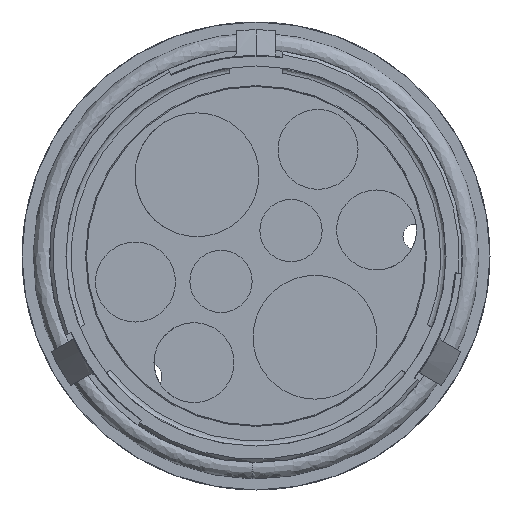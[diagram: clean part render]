
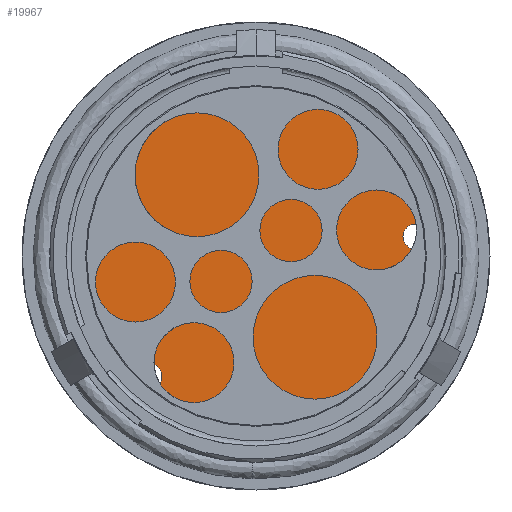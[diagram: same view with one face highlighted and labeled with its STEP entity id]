
A CAD part, front view. The second image highlights one B-rep face of the part: STEP entity #19967.
In plain terms, the highlighted planar face has unit normal (0, -1, 0).
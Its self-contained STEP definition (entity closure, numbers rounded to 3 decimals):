
#25 = CIRCLE ( 'NONE', #5849, 29.5 ) ;
#60 = VERTEX_POINT ( 'NONE', #9676 ) ;
#400 = ORIENTED_EDGE ( 'NONE', *, *, #10777, .T. ) ;
#562 = DIRECTION ( 'NONE',  ( 0., 1., 0. ) ) ;
#802 = FACE_BOUND ( 'NONE', #14782, .T. ) ;
#1693 = CARTESIAN_POINT ( 'NONE',  ( 24.321, -3.3, 2.953 ) ) ;
#1777 = CIRCLE ( 'NONE', #10493, 1.9 ) ;
#1936 = CARTESIAN_POINT ( 'NONE',  ( -20.369, -3.3, 14.06 ) ) ;
#2332 = AXIS2_PLACEMENT_3D ( 'NONE', #1693, #22468, #11827 ) ;
#2370 = DIRECTION ( 'NONE',  ( -0.931, 0., 0.366 ) ) ;
#2786 = EDGE_LOOP ( 'NONE', ( #4143, #400 ) ) ;
#2940 = CIRCLE ( 'NONE', #12021, 29.5 ) ;
#2957 = DIRECTION ( 'NONE',  ( -0.931, 0., 0.366 ) ) ;
#4092 = CARTESIAN_POINT ( 'NONE',  ( -16.247, -3.3, -18.339 ) ) ;
#4133 = CARTESIAN_POINT ( 'NONE',  ( -14.478, -3.3, -19.033 ) ) ;
#4143 = ORIENTED_EDGE ( 'NONE', *, *, #16809, .T. ) ;
#4258 = CIRCLE ( 'NONE', #20281, 1.9 ) ;
#4340 = CIRCLE ( 'NONE', #17810, 1.9 ) ;
#4475 = VERTEX_POINT ( 'NONE', #17122 ) ;
#4668 = DIRECTION ( 'NONE',  ( 0., 1., 0. ) ) ;
#4823 = EDGE_CURVE ( 'NONE', #60, #16430, #5985, .T. ) ;
#5292 = DIRECTION ( 'NONE',  ( 0., 1., 0. ) ) ;
#5423 = EDGE_CURVE ( 'NONE', #8183, #9275, #11772, .T. ) ;
#5440 = ORIENTED_EDGE ( 'NONE', *, *, #10166, .T. ) ;
#5849 = AXIS2_PLACEMENT_3D ( 'NONE', #8697, #15657, #21020 ) ;
#5985 = CIRCLE ( 'NONE', #7807, 1.9 ) ;
#6144 = EDGE_LOOP ( 'NONE', ( #15346, #9201 ) ) ;
#6472 = CARTESIAN_POINT ( 'NONE',  ( 5.395, -3.3, 13.728 ) ) ;
#7535 = EDGE_CURVE ( 'NONE', #17507, #13459, #25, .T. ) ;
#7594 = VERTEX_POINT ( 'NONE', #4133 ) ;
#7625 = EDGE_CURVE ( 'NONE', #13459, #17507, #2940, .T. ) ;
#7779 = DIRECTION ( 'NONE',  ( 0.931, 0., -0.366 ) ) ;
#7807 = AXIS2_PLACEMENT_3D ( 'NONE', #16650, #4668, #11604 ) ;
#8183 = VERTEX_POINT ( 'NONE', #18761 ) ;
#8200 = ORIENTED_EDGE ( 'NONE', *, *, #7625, .T. ) ;
#8697 = CARTESIAN_POINT ( 'NONE',  ( 0., -3.3, 0. ) ) ;
#9201 = ORIENTED_EDGE ( 'NONE', *, *, #16248, .T. ) ;
#9275 = VERTEX_POINT ( 'NONE', #19322 ) ;
#9382 = CARTESIAN_POINT ( 'NONE',  ( -18.6, -3.3, 13.365 ) ) ;
#9476 = CARTESIAN_POINT ( 'NONE',  ( 27.456, -3.3, -10.789 ) ) ;
#9676 = CARTESIAN_POINT ( 'NONE',  ( -22.137, -3.3, 14.754 ) ) ;
#10166 = EDGE_CURVE ( 'NONE', #16430, #60, #4258, .T. ) ;
#10493 = AXIS2_PLACEMENT_3D ( 'NONE', #22413, #5292, #21149 ) ;
#10777 = EDGE_CURVE ( 'NONE', #7594, #4475, #15261, .T. ) ;
#10853 = ORIENTED_EDGE ( 'NONE', *, *, #4823, .T. ) ;
#11588 = FACE_BOUND ( 'NONE', #2786, .T. ) ;
#11604 = DIRECTION ( 'NONE',  ( -0.931, 0., 0.366 ) ) ;
#11714 = CARTESIAN_POINT ( 'NONE',  ( -16.247, -3.3, -18.339 ) ) ;
#11772 = CIRCLE ( 'NONE', #2332, 1.9 ) ;
#11827 = DIRECTION ( 'NONE',  ( -0.931, 0., 0.366 ) ) ;
#12021 = AXIS2_PLACEMENT_3D ( 'NONE', #16448, #14276, #7779 ) ;
#12077 = EDGE_LOOP ( 'NONE', ( #14325, #8200 ) ) ;
#13459 = VERTEX_POINT ( 'NONE', #22364 ) ;
#14276 = DIRECTION ( 'NONE',  ( 0., -1., 0. ) ) ;
#14325 = ORIENTED_EDGE ( 'NONE', *, *, #7535, .T. ) ;
#14782 = EDGE_LOOP ( 'NONE', ( #10853, #5440 ) ) ;
#14926 = PLANE ( 'NONE',  #17181 ) ;
#15261 = CIRCLE ( 'NONE', #16005, 1.9 ) ;
#15346 = ORIENTED_EDGE ( 'NONE', *, *, #5423, .T. ) ;
#15657 = DIRECTION ( 'NONE',  ( 0., -1., 0. ) ) ;
#16005 = AXIS2_PLACEMENT_3D ( 'NONE', #11714, #22237, #2957 ) ;
#16248 = EDGE_CURVE ( 'NONE', #9275, #8183, #1777, .T. ) ;
#16411 = FACE_BOUND ( 'NONE', #6144, .T. ) ;
#16430 = VERTEX_POINT ( 'NONE', #9382 ) ;
#16448 = CARTESIAN_POINT ( 'NONE',  ( 0., -3.3, 0. ) ) ;
#16650 = CARTESIAN_POINT ( 'NONE',  ( -20.369, -3.3, 14.06 ) ) ;
#16809 = EDGE_CURVE ( 'NONE', #4475, #7594, #4340, .T. ) ;
#16861 = DIRECTION ( 'NONE',  ( 0., -1., 0. ) ) ;
#17122 = CARTESIAN_POINT ( 'NONE',  ( -18.015, -3.3, -17.644 ) ) ;
#17181 = AXIS2_PLACEMENT_3D ( 'NONE', #6472, #16861, #20066 ) ;
#17507 = VERTEX_POINT ( 'NONE', #9476 ) ;
#17810 = AXIS2_PLACEMENT_3D ( 'NONE', #4092, #21433, #2370 ) ;
#17886 = DIRECTION ( 'NONE',  ( -0.931, 0., 0.366 ) ) ;
#18555 = FACE_OUTER_BOUND ( 'NONE', #12077, .T. ) ;
#18761 = CARTESIAN_POINT ( 'NONE',  ( 22.553, -3.3, 3.648 ) ) ;
#19322 = CARTESIAN_POINT ( 'NONE',  ( 26.09, -3.3, 2.258 ) ) ;
#19967 = ADVANCED_FACE ( 'NONE', ( #16411, #802, #11588, #18555 ), #14926, .T. ) ;
#20066 = DIRECTION ( 'NONE',  ( -0.931, 0., 0.366 ) ) ;
#20281 = AXIS2_PLACEMENT_3D ( 'NONE', #1936, #562, #17886 ) ;
#21020 = DIRECTION ( 'NONE',  ( 0.931, 0., -0.366 ) ) ;
#21149 = DIRECTION ( 'NONE',  ( -0.931, 0., 0.366 ) ) ;
#21433 = DIRECTION ( 'NONE',  ( 0., 1., 0. ) ) ;
#22237 = DIRECTION ( 'NONE',  ( 0., 1., 0. ) ) ;
#22364 = CARTESIAN_POINT ( 'NONE',  ( -27.456, -3.3, 10.789 ) ) ;
#22413 = CARTESIAN_POINT ( 'NONE',  ( 24.321, -3.3, 2.953 ) ) ;
#22468 = DIRECTION ( 'NONE',  ( 0., 1., 0. ) ) ;
